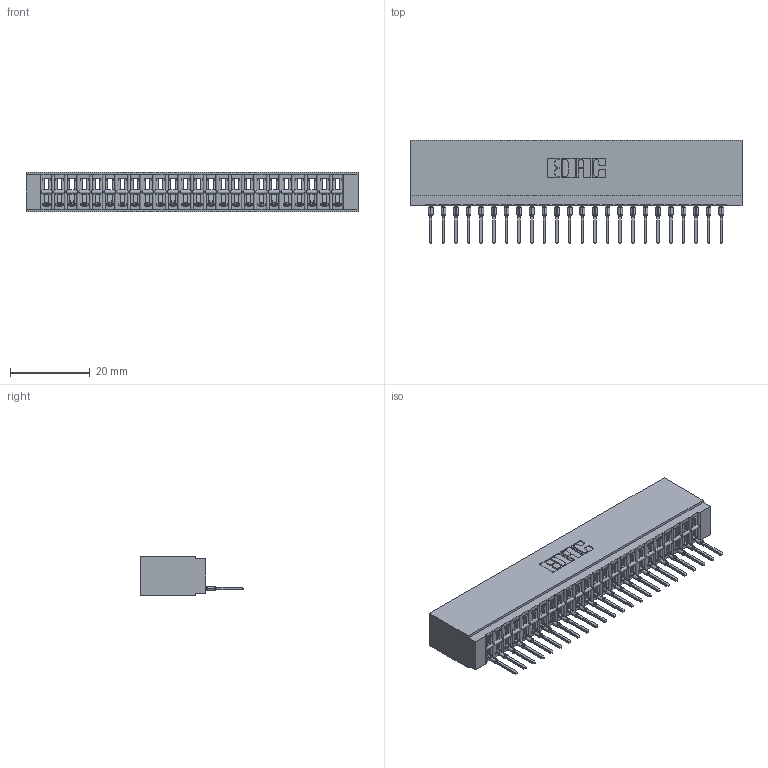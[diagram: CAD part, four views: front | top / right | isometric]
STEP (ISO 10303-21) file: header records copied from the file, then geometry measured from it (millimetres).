
FILE_DESCRIPTION (( 'STEP AP203' ), '1' );
FILE_NAME ('746-024-527-501.STEP', '2026-02-27T22:45:23', ( '' ), ( '' ), 'SwSTEP 2.0', 'SolidWorks 2023', '' );
FILE_SCHEMA (( 'CONFIG_CONTROL_DESIGN' ));
Length unit declared in the file: millimetre
Products named in the file (3): 746-024-527-501; 746 Part_.340 Slot Depth - 01; 746-292-001_527
Assembly tree (25 placements, depth 2):
  746-024-527-501
    746 Part_.340 Slot Depth - 01
    746-292-001_527  x24
Bounding box: 83.44 x 25.9 x 9.91 mm (x, y, z)
Volume: 9500.1 mm3; surface area: 12673.5 mm2
Topology: 25 solids, 25 shells, 2689 faces, 7631 edges, 4903 vertices
Faces by surface type: plane 1567, cylinder 498, bspline 480, torus 144
Entity records: 38805 total; most frequent: CARTESIAN_POINT 8001, ORIENTED_EDGE 6752, DIRECTION 5620, EDGE_CURVE 3376, LINE 2952, VECTOR 2952, VERTEX_POINT 2235, AXIS2_PLACEMENT_3D 1334
